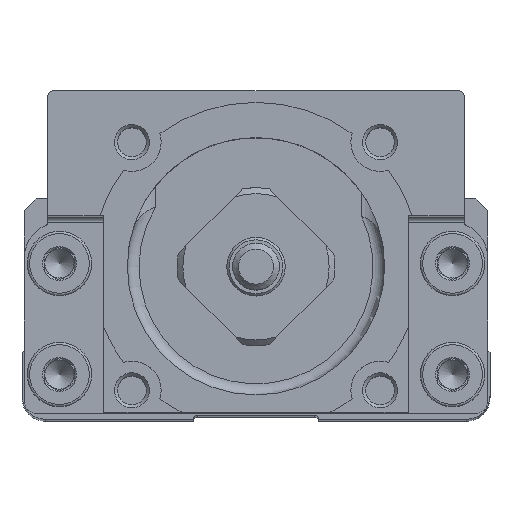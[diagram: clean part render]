
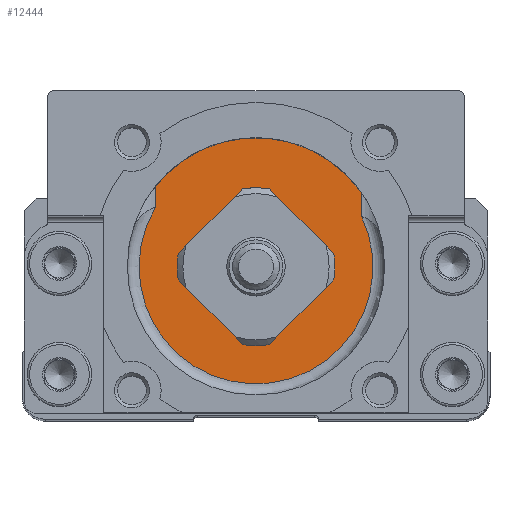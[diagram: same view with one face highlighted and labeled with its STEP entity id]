
A CAD part, top view. The second image highlights one B-rep face of the part: STEP entity #12444.
In plain terms, the highlighted face is planar.
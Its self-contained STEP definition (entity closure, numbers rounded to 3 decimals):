
#285=PLANE('',#13220);
#659=CIRCLE('',#12974,10.);
#776=CIRCLE('',#13221,5.4);
#1848=ORIENTED_EDGE('',*,*,#3883,.F.);
#1849=ORIENTED_EDGE('',*,*,#4260,.F.);
#1850=ORIENTED_EDGE('',*,*,#4129,.F.);
#1851=ORIENTED_EDGE('',*,*,#4261,.T.);
#1852=ORIENTED_EDGE('',*,*,#4262,.T.);
#3883=EDGE_CURVE('',#5239,#5240,#659,.T.);
#4129=EDGE_CURVE('',#5413,#5414,#6304,.T.);
#4260=EDGE_CURVE('',#5414,#5239,#6349,.T.);
#4261=EDGE_CURVE('',#5413,#5240,#6350,.T.);
#4262=EDGE_CURVE('',#5511,#5511,#776,.T.);
#5239=VERTEX_POINT('',#17227);
#5240=VERTEX_POINT('',#17229);
#5413=VERTEX_POINT('',#17711);
#5414=VERTEX_POINT('',#17713);
#5511=VERTEX_POINT('',#18157);
#6304=LINE('',#17712,#7228);
#6349=LINE('',#18154,#7273);
#6350=LINE('',#18155,#7274);
#7228=VECTOR('',#14504,1000.);
#7273=VECTOR('',#14789,1000.);
#7274=VECTOR('',#14790,1000.);
#8154=EDGE_LOOP('',(#1848,#1849,#1850,#1851));
#8155=EDGE_LOOP('',(#1852));
#8933=FACE_BOUND('',#8154,.T.);
#8934=FACE_BOUND('',#8155,.T.);
#12444=ADVANCED_FACE('',(#8933,#8934),#285,.T.);
#12974=AXIS2_PLACEMENT_3D('',#17228,#14072,#14073);
#13220=AXIS2_PLACEMENT_3D('',#18153,#14787,#14788);
#13221=AXIS2_PLACEMENT_3D('',#18156,#14791,#14792);
#14072=DIRECTION('',(1.,0.,0.));
#14073=DIRECTION('',(0.,0.,-1.));
#14504=DIRECTION('',(0.,0.,1.));
#14787=DIRECTION('',(-1.,0.,0.));
#14788=DIRECTION('',(0.,0.,1.));
#14789=DIRECTION('',(0.,-1.,0.));
#14790=DIRECTION('',(0.,-1.,0.));
#14791=DIRECTION('',(1.,0.,0.));
#14792=DIRECTION('',(0.,0.,-1.));
#17227=CARTESIAN_POINT('',(-12.,4.359,9.));
#17228=CARTESIAN_POINT('',(-12.,0.,0.));
#17229=CARTESIAN_POINT('',(-12.,5.12,-8.59));
#17711=CARTESIAN_POINT('',(-12.,15.,-8.59));
#17712=CARTESIAN_POINT('',(-12.,15.,-17.3));
#17713=CARTESIAN_POINT('',(-12.,15.,9.));
#18153=CARTESIAN_POINT('',(-12.,10.,0.));
#18154=CARTESIAN_POINT('',(-12.,25.,9.));
#18155=CARTESIAN_POINT('',(-12.,25.,-8.59));
#18156=CARTESIAN_POINT('',(-12.,0.,0.));
#18157=CARTESIAN_POINT('',(-12.,0.,-5.4));
